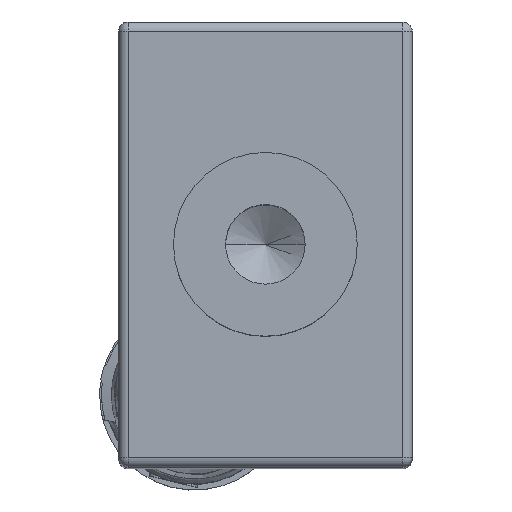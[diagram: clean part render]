
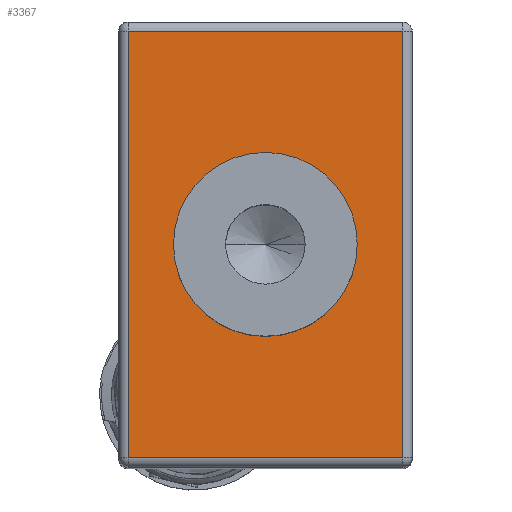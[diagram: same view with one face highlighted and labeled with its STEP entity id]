
A CAD part, top view. The second image highlights one B-rep face of the part: STEP entity #3367.
In plain terms, the highlighted planar face has unit normal (0, 0, 1).
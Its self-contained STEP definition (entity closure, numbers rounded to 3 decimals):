
#317 = ORIENTED_EDGE ( 'NONE', *, *, #4021, .F. ) ;
#480 = AXIS2_PLACEMENT_3D ( 'NONE', #3558, #4027, #2051 ) ;
#495 = CARTESIAN_POINT ( 'NONE',  ( -8.009, 7.256, 32.327 ) ) ;
#537 = LINE ( 'NONE', #3448, #6494 ) ;
#688 = ORIENTED_EDGE ( 'NONE', *, *, #1626, .T. ) ;
#703 = EDGE_LOOP ( 'NONE', ( #5672, #317 ) ) ;
#783 = ORIENTED_EDGE ( 'NONE', *, *, #5123, .T. ) ;
#810 = LINE ( 'NONE', #3914, #3502 ) ;
#811 = LINE ( 'NONE', #4152, #3910 ) ;
#875 = CARTESIAN_POINT ( 'NONE',  ( -8.509, 29.756, 32.327 ) ) ;
#1101 = EDGE_LOOP ( 'NONE', ( #688, #2136, #5670, #783 ) ) ;
#1215 = CARTESIAN_POINT ( 'NONE',  ( 6.491, 29.756, 32.327 ) ) ;
#1269 = CARTESIAN_POINT ( 'NONE',  ( 6.491, 7.256, 32.327 ) ) ;
#1322 = CARTESIAN_POINT ( 'NONE',  ( 4.091, 18.506, 32.327 ) ) ;
#1326 = CIRCLE ( 'NONE', #5920, 4.85 ) ;
#1500 = DIRECTION ( 'NONE',  ( 0., -1., 0. ) ) ;
#1626 = EDGE_CURVE ( 'NONE', #4175, #2808, #810, .T. ) ;
#1648 = VERTEX_POINT ( 'NONE', #5470 ) ;
#2023 = EDGE_CURVE ( 'NONE', #3895, #3809, #2493, .T. ) ;
#2051 = DIRECTION ( 'NONE',  ( 1., 0., 0. ) ) ;
#2136 = ORIENTED_EDGE ( 'NONE', *, *, #4871, .T. ) ;
#2196 = DIRECTION ( 'NONE',  ( 1., 0., 0. ) ) ;
#2493 = CIRCLE ( 'NONE', #480, 4.85 ) ;
#2615 = VECTOR ( 'NONE', #3458, 1000. ) ;
#2672 = AXIS2_PLACEMENT_3D ( 'NONE', #3037, #5101, #3561 ) ;
#2808 = VERTEX_POINT ( 'NONE', #1215 ) ;
#3037 = CARTESIAN_POINT ( 'NONE',  ( -8.509, 6.756, 32.327 ) ) ;
#3367 = ADVANCED_FACE ( 'NONE', ( #5724, #5891 ), #4029, .F. ) ;
#3380 = DIRECTION ( 'NONE',  ( 0., 1., 0. ) ) ;
#3448 = CARTESIAN_POINT ( 'NONE',  ( -8.009, 6.756, 32.327 ) ) ;
#3458 = DIRECTION ( 'NONE',  ( -1., 0., 0. ) ) ;
#3502 = VECTOR ( 'NONE', #3380, 1000. ) ;
#3558 = CARTESIAN_POINT ( 'NONE',  ( -0.759, 18.506, 32.327 ) ) ;
#3561 = DIRECTION ( 'NONE',  ( -1., 0., 0. ) ) ;
#3809 = VERTEX_POINT ( 'NONE', #1322 ) ;
#3895 = VERTEX_POINT ( 'NONE', #6464 ) ;
#3905 = EDGE_CURVE ( 'NONE', #1648, #5477, #537, .T. ) ;
#3910 = VECTOR ( 'NONE', #5192, 1000. ) ;
#3914 = CARTESIAN_POINT ( 'NONE',  ( 6.491, 6.756, 32.327 ) ) ;
#4021 = EDGE_CURVE ( 'NONE', #3809, #3895, #1326, .T. ) ;
#4027 = DIRECTION ( 'NONE',  ( 0., 0., 1. ) ) ;
#4029 = PLANE ( 'NONE',  #2672 ) ;
#4033 = LINE ( 'NONE', #875, #2615 ) ;
#4152 = CARTESIAN_POINT ( 'NONE',  ( -8.509, 7.256, 32.327 ) ) ;
#4175 = VERTEX_POINT ( 'NONE', #1269 ) ;
#4670 = DIRECTION ( 'NONE',  ( 0., 0., 1. ) ) ;
#4871 = EDGE_CURVE ( 'NONE', #2808, #1648, #4033, .T. ) ;
#5101 = DIRECTION ( 'NONE',  ( 0., 0., -1. ) ) ;
#5123 = EDGE_CURVE ( 'NONE', #5477, #4175, #811, .T. ) ;
#5192 = DIRECTION ( 'NONE',  ( 1., 0., 0. ) ) ;
#5470 = CARTESIAN_POINT ( 'NONE',  ( -8.009, 29.756, 32.327 ) ) ;
#5477 = VERTEX_POINT ( 'NONE', #495 ) ;
#5633 = CARTESIAN_POINT ( 'NONE',  ( -0.759, 18.506, 32.327 ) ) ;
#5670 = ORIENTED_EDGE ( 'NONE', *, *, #3905, .T. ) ;
#5672 = ORIENTED_EDGE ( 'NONE', *, *, #2023, .F. ) ;
#5724 = FACE_OUTER_BOUND ( 'NONE', #1101, .T. ) ;
#5891 = FACE_BOUND ( 'NONE', #703, .T. ) ;
#5920 = AXIS2_PLACEMENT_3D ( 'NONE', #5633, #4670, #2196 ) ;
#6464 = CARTESIAN_POINT ( 'NONE',  ( -5.609, 18.506, 32.327 ) ) ;
#6494 = VECTOR ( 'NONE', #1500, 1000. ) ;
